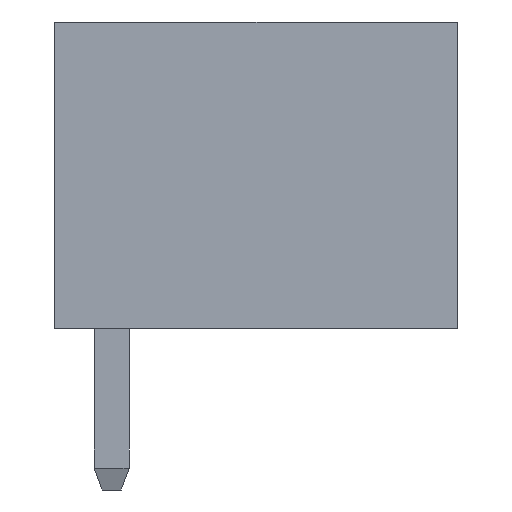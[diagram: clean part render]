
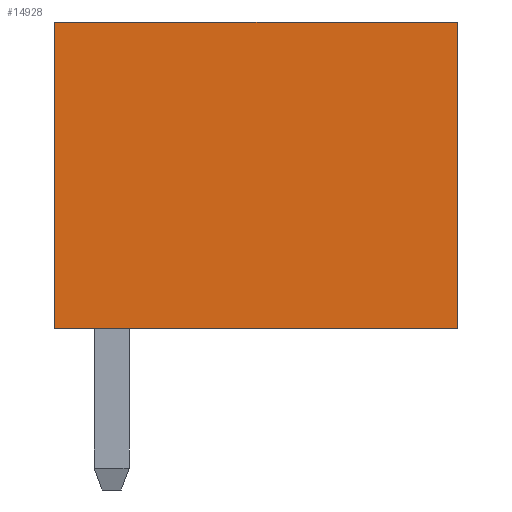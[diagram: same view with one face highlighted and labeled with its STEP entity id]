
A CAD part, left-side view. The second image highlights one B-rep face of the part: STEP entity #14928.
In plain terms, the highlighted planar face has unit normal (-1, 0, 0).
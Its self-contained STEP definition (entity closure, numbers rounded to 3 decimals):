
#28 = VECTOR ( 'NONE', #10932, 1000. ) ;
#572 = DIRECTION ( 'NONE',  ( 1., 0., 0. ) ) ;
#1749 = PLANE ( 'NONE',  #9785 ) ;
#1878 = EDGE_CURVE ( 'NONE', #10222, #7394, #6655, .T. ) ;
#2095 = LINE ( 'NONE', #12935, #13831 ) ;
#2358 = DIRECTION ( 'NONE',  ( 0., 0., -1. ) ) ;
#2759 = CARTESIAN_POINT ( 'NONE',  ( -19.45, -4.6, 7. ) ) ;
#5059 = ORIENTED_EDGE ( 'NONE', *, *, #15248, .F. ) ;
#5304 = CARTESIAN_POINT ( 'NONE',  ( -19.45, 4.6, 7. ) ) ;
#5846 = ORIENTED_EDGE ( 'NONE', *, *, #8087, .T. ) ;
#5975 = EDGE_CURVE ( 'NONE', #11312, #7568, #8793, .T. ) ;
#6114 = CARTESIAN_POINT ( 'NONE',  ( -19.45, -4.6, 0. ) ) ;
#6484 = CARTESIAN_POINT ( 'NONE',  ( -19.45, 4.6, 0. ) ) ;
#6655 = LINE ( 'NONE', #10837, #28 ) ;
#7394 = VERTEX_POINT ( 'NONE', #6114 ) ;
#7568 = VERTEX_POINT ( 'NONE', #2759 ) ;
#8038 = CARTESIAN_POINT ( 'NONE',  ( -19.45, 4.6, 7. ) ) ;
#8087 = EDGE_CURVE ( 'NONE', #11312, #10222, #2095, .T. ) ;
#8793 = LINE ( 'NONE', #5304, #15041 ) ;
#9105 = ORIENTED_EDGE ( 'NONE', *, *, #1878, .T. ) ;
#9290 = DIRECTION ( 'NONE',  ( 0., 0., -1. ) ) ;
#9439 = EDGE_LOOP ( 'NONE', ( #9105, #5059, #15956, #5846 ) ) ;
#9785 = AXIS2_PLACEMENT_3D ( 'NONE', #8038, #572, #9290 ) ;
#10222 = VERTEX_POINT ( 'NONE', #6484 ) ;
#10837 = CARTESIAN_POINT ( 'NONE',  ( -19.45, 4.6, 0. ) ) ;
#10932 = DIRECTION ( 'NONE',  ( 0., -1., 0. ) ) ;
#11312 = VERTEX_POINT ( 'NONE', #14813 ) ;
#12935 = CARTESIAN_POINT ( 'NONE',  ( -19.45, 4.6, 7. ) ) ;
#13718 = CARTESIAN_POINT ( 'NONE',  ( -19.45, -4.6, 7. ) ) ;
#13831 = VECTOR ( 'NONE', #15436, 1000. ) ;
#14193 = FACE_OUTER_BOUND ( 'NONE', #9439, .T. ) ;
#14813 = CARTESIAN_POINT ( 'NONE',  ( -19.45, 4.6, 7. ) ) ;
#14928 = ADVANCED_FACE ( 'NONE', ( #14193 ), #1749, .F. ) ;
#14940 = VECTOR ( 'NONE', #2358, 1000. ) ;
#15041 = VECTOR ( 'NONE', #15265, 1000. ) ;
#15248 = EDGE_CURVE ( 'NONE', #7568, #7394, #15327, .T. ) ;
#15265 = DIRECTION ( 'NONE',  ( 0., -1., 0. ) ) ;
#15327 = LINE ( 'NONE', #13718, #14940 ) ;
#15436 = DIRECTION ( 'NONE',  ( 0., 0., -1. ) ) ;
#15956 = ORIENTED_EDGE ( 'NONE', *, *, #5975, .F. ) ;
